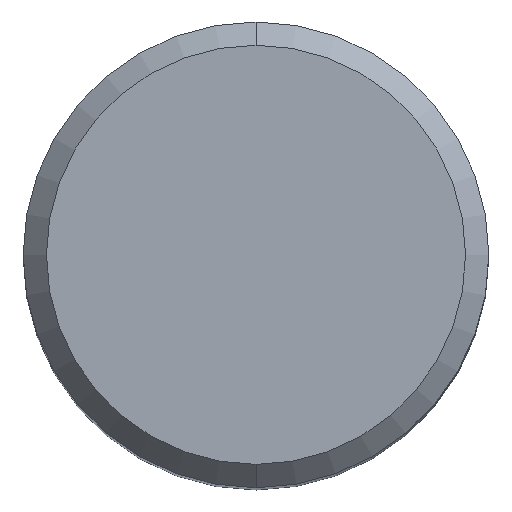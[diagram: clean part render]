
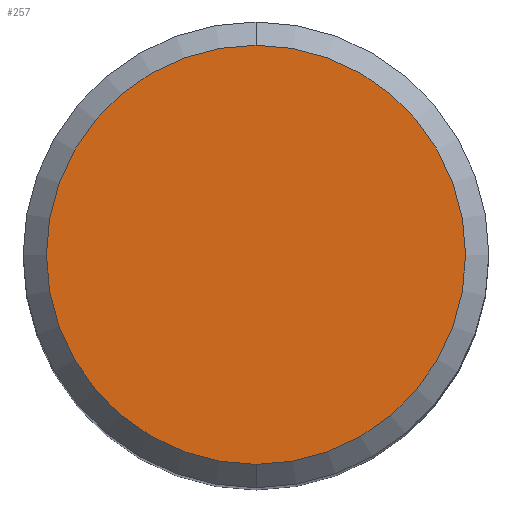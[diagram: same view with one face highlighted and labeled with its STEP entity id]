
A CAD part, top view. The second image highlights one B-rep face of the part: STEP entity #257.
In plain terms, the highlighted planar face has unit normal (0, 0, 1).
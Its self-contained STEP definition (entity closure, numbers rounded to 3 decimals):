
#169=VERTEX_POINT('',#460);
#189=VERTEX_POINT('',#483);
#223=EDGE_CURVE('',#189,#169,#518,.T.);
#257=ADVANCED_FACE('',(#558),#559,.T.);
#363=EDGE_CURVE('',#169,#189,#673,.T.);
#460=CARTESIAN_POINT('',(0.0,7.2,0.0));
#483=CARTESIAN_POINT('',(0.,-7.2,0.0));
#518=CIRCLE('',#914,7.2);
#558=FACE_OUTER_BOUND('',#1047,.T.);
#559=PLANE('',#1048);
#673=CIRCLE('',#1260,7.2);
#914=AXIS2_PLACEMENT_3D('',#1496,#1497,#1498);
#1047=EDGE_LOOP('',(#1551,#1552));
#1048=AXIS2_PLACEMENT_3D('',#1553,#1554,#1555);
#1260=AXIS2_PLACEMENT_3D('',#1671,#1672,#1673);
#1496=CARTESIAN_POINT('',(0.0,0.0,0.0));
#1497=DIRECTION('',(0.0,0.0,-1.0));
#1498=DIRECTION('',(0.0,1.0,0.0));
#1551=ORIENTED_EDGE('',*,*,#363,.F.);
#1552=ORIENTED_EDGE('',*,*,#223,.F.);
#1553=CARTESIAN_POINT('',(0.0,3.6,0.0));
#1554=DIRECTION('',(-0.0,0.0,1.0));
#1555=DIRECTION('',(0.0,-1.0,0.0));
#1671=CARTESIAN_POINT('',(0.0,0.0,0.0));
#1672=DIRECTION('',(0.0,0.0,-1.0));
#1673=DIRECTION('',(0.0,1.0,0.0));
